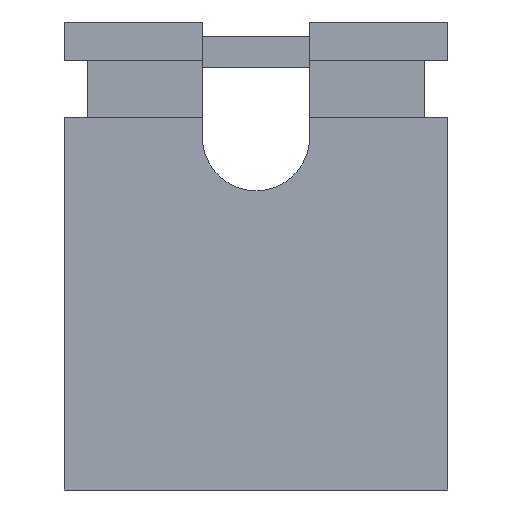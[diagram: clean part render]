
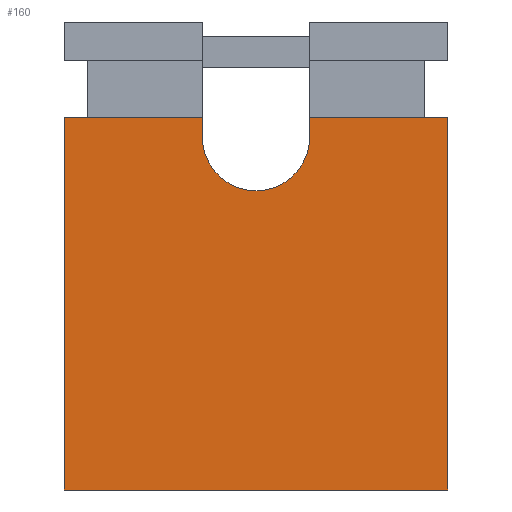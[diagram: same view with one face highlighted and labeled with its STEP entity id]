
A CAD part, left-side view. The second image highlights one B-rep face of the part: STEP entity #160.
In plain terms, the highlighted face is planar.
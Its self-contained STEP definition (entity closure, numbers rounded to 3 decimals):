
#46 = VERTEX_POINT('',#47);
#47 = CARTESIAN_POINT('',(-2.5,-1.15,0.));
#78 = VERTEX_POINT('',#79);
#79 = CARTESIAN_POINT('',(-2.5,-1.15,4.85));
#85 = EDGE_CURVE('',#46,#78,#86,.T.);
#86 = LINE('',#87,#88);
#87 = CARTESIAN_POINT('',(-2.5,-1.15,0.));
#88 = VECTOR('',#89,1.);
#89 = DIRECTION('',(0.,0.,1.));
#100 = EDGE_CURVE('',#46,#101,#103,.T.);
#101 = VERTEX_POINT('',#102);
#102 = CARTESIAN_POINT('',(2.5,-1.15,0.));
#103 = LINE('',#104,#105);
#104 = CARTESIAN_POINT('',(-2.5,-1.15,0.));
#105 = VECTOR('',#106,1.);
#106 = DIRECTION('',(1.,0.,0.));
#160 = ADVANCED_FACE('',(#161),#228,.F.);
#161 = FACE_BOUND('',#162,.F.);
#162 = EDGE_LOOP('',(#163,#164,#165,#173,#181,#189,#198,#206,#214,#222)
  );
#163 = ORIENTED_EDGE('',*,*,#100,.F.);
#164 = ORIENTED_EDGE('',*,*,#85,.T.);
#165 = ORIENTED_EDGE('',*,*,#166,.F.);
#166 = EDGE_CURVE('',#167,#78,#169,.T.);
#167 = VERTEX_POINT('',#168);
#168 = CARTESIAN_POINT('',(-2.2,-1.15,4.85));
#169 = LINE('',#170,#171);
#170 = CARTESIAN_POINT('',(-2.2,-1.15,4.85));
#171 = VECTOR('',#172,1.);
#172 = DIRECTION('',(-1.,0.,0.));
#173 = ORIENTED_EDGE('',*,*,#174,.F.);
#174 = EDGE_CURVE('',#175,#167,#177,.T.);
#175 = VERTEX_POINT('',#176);
#176 = CARTESIAN_POINT('',(-0.7,-1.15,4.85));
#177 = LINE('',#178,#179);
#178 = CARTESIAN_POINT('',(2.2,-1.15,4.85));
#179 = VECTOR('',#180,1.);
#180 = DIRECTION('',(-1.,-0.,-0.));
#181 = ORIENTED_EDGE('',*,*,#182,.F.);
#182 = EDGE_CURVE('',#183,#175,#185,.T.);
#183 = VERTEX_POINT('',#184);
#184 = CARTESIAN_POINT('',(-0.7,-1.15,4.6));
#185 = LINE('',#186,#187);
#186 = CARTESIAN_POINT('',(-0.7,-1.15,4.6));
#187 = VECTOR('',#188,1.);
#188 = DIRECTION('',(0.,0.,1.));
#189 = ORIENTED_EDGE('',*,*,#190,.T.);
#190 = EDGE_CURVE('',#183,#191,#193,.T.);
#191 = VERTEX_POINT('',#192);
#192 = CARTESIAN_POINT('',(0.7,-1.15,4.6));
#193 = CIRCLE('',#194,0.7);
#194 = AXIS2_PLACEMENT_3D('',#195,#196,#197);
#195 = CARTESIAN_POINT('',(0.,-1.15,4.6));
#196 = DIRECTION('',(0.,-1.,0.));
#197 = DIRECTION('',(1.,0.,0.));
#198 = ORIENTED_EDGE('',*,*,#199,.F.);
#199 = EDGE_CURVE('',#200,#191,#202,.T.);
#200 = VERTEX_POINT('',#201);
#201 = CARTESIAN_POINT('',(0.7,-1.15,4.85));
#202 = LINE('',#203,#204);
#203 = CARTESIAN_POINT('',(0.7,-1.15,6.1));
#204 = VECTOR('',#205,1.);
#205 = DIRECTION('',(0.,0.,-1.));
#206 = ORIENTED_EDGE('',*,*,#207,.F.);
#207 = EDGE_CURVE('',#208,#200,#210,.T.);
#208 = VERTEX_POINT('',#209);
#209 = CARTESIAN_POINT('',(2.2,-1.15,4.85));
#210 = LINE('',#211,#212);
#211 = CARTESIAN_POINT('',(2.2,-1.15,4.85));
#212 = VECTOR('',#213,1.);
#213 = DIRECTION('',(-1.,-0.,-0.));
#214 = ORIENTED_EDGE('',*,*,#215,.T.);
#215 = EDGE_CURVE('',#208,#216,#218,.T.);
#216 = VERTEX_POINT('',#217);
#217 = CARTESIAN_POINT('',(2.5,-1.15,4.85));
#218 = LINE('',#219,#220);
#219 = CARTESIAN_POINT('',(2.2,-1.15,4.85));
#220 = VECTOR('',#221,1.);
#221 = DIRECTION('',(1.,0.,0.));
#222 = ORIENTED_EDGE('',*,*,#223,.F.);
#223 = EDGE_CURVE('',#101,#216,#224,.T.);
#224 = LINE('',#225,#226);
#225 = CARTESIAN_POINT('',(2.5,-1.15,0.));
#226 = VECTOR('',#227,1.);
#227 = DIRECTION('',(0.,0.,1.));
#228 = PLANE('',#229);
#229 = AXIS2_PLACEMENT_3D('',#230,#231,#232);
#230 = CARTESIAN_POINT('',(-2.5,-1.15,0.));
#231 = DIRECTION('',(0.,1.,0.));
#232 = DIRECTION('',(1.,0.,0.));
